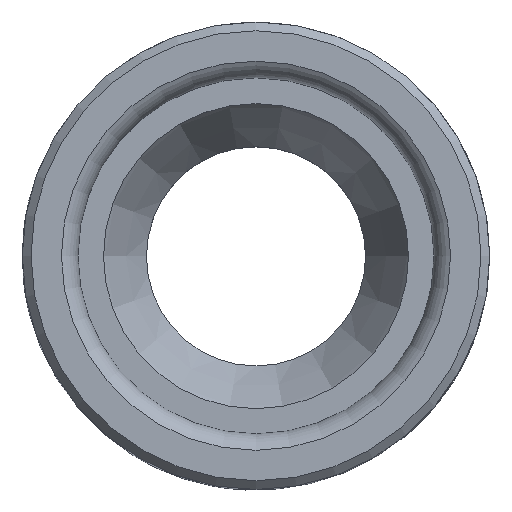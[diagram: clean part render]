
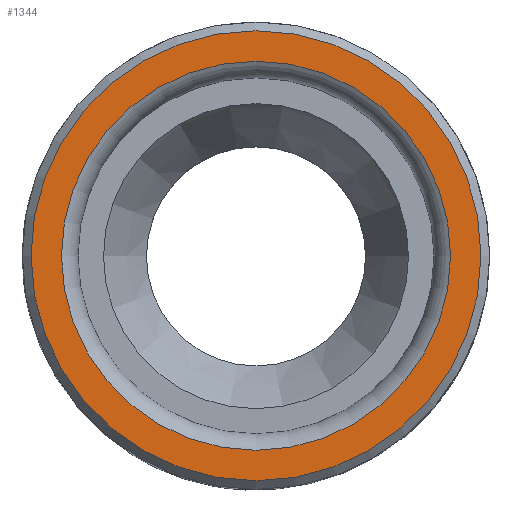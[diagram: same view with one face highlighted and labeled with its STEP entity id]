
A CAD part, top view. The second image highlights one B-rep face of the part: STEP entity #1344.
In plain terms, the highlighted planar face has unit normal (0, 0, 1).
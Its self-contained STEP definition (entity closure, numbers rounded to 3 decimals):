
#79=PLANE('',#1503);
#144=CIRCLE('',#1500,6.658);
#146=CIRCLE('',#1504,7.7);
#715=ORIENTED_EDGE('',*,*,#913,.T.);
#716=ORIENTED_EDGE('',*,*,#911,.T.);
#911=EDGE_CURVE('',#1035,#1035,#144,.T.);
#913=EDGE_CURVE('',#1037,#1037,#146,.T.);
#1035=VERTEX_POINT('',#2380);
#1037=VERTEX_POINT('',#2386);
#1143=EDGE_LOOP('',(#715));
#1144=EDGE_LOOP('',(#716));
#1238=FACE_BOUND('',#1143,.T.);
#1239=FACE_BOUND('',#1144,.T.);
#1344=ADVANCED_FACE('',(#1238,#1239),#79,.T.);
#1500=AXIS2_PLACEMENT_3D('',#2379,#1888,#1889);
#1503=AXIS2_PLACEMENT_3D('',#2384,#1894,#1895);
#1504=AXIS2_PLACEMENT_3D('',#2385,#1896,#1897);
#1888=DIRECTION('',(0.,0.,-1.));
#1889=DIRECTION('',(-1.,0.,0.));
#1894=DIRECTION('',(0.,0.,1.));
#1895=DIRECTION('',(1.,0.,0.));
#1896=DIRECTION('',(0.,0.,1.));
#1897=DIRECTION('',(1.,0.,0.));
#2379=CARTESIAN_POINT('',(0.,0.,14.6));
#2380=CARTESIAN_POINT('',(-6.658,0.,14.6));
#2384=CARTESIAN_POINT('',(0.,0.,14.6));
#2385=CARTESIAN_POINT('',(0.,0.,14.6));
#2386=CARTESIAN_POINT('',(7.7,0.,14.6));
